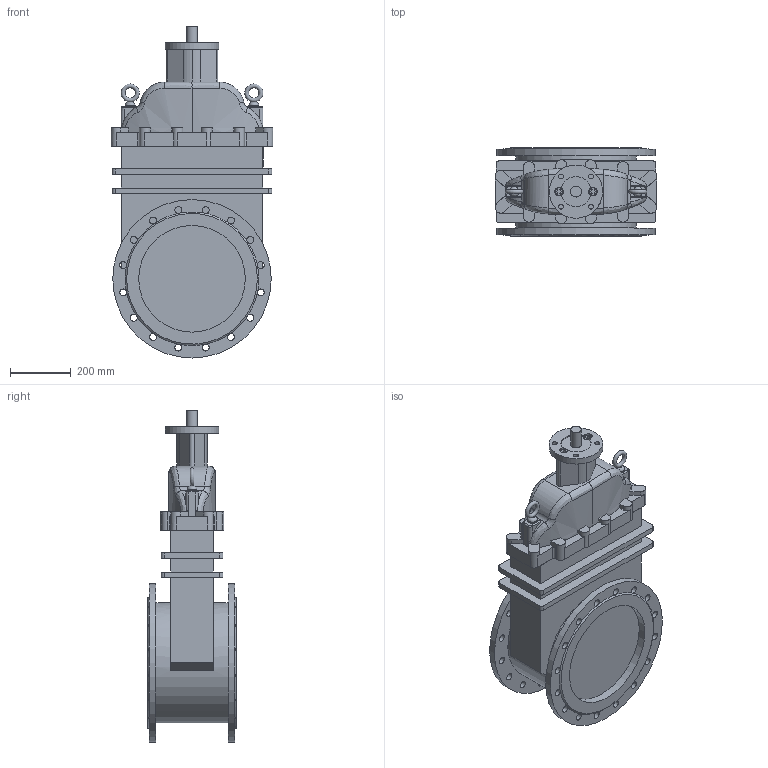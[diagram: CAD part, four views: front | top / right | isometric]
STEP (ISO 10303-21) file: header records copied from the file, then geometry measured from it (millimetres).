
FILE_DESCRIPTION(('STEP AP203'), '1');
FILE_NAME('3D_102-350-10', '', ('UNSPECIFIED'), ('UNSPECIFIED'), 'C3D Converter', 'C3D Toolkit', '');
FILE_SCHEMA(('CONFIG_CONTROL_DESIGN'));
Length unit declared in the file: millimetre
Bounding box: 530 x 290 x 1090 mm (x, y, z)
Volume: 48461245.3 mm3; surface area: 2458539.5 mm2
Topology: 5 solids, 6 shells, 3395 faces, 10119 edges, 6742 vertices
Faces by surface type: plane 3258, cylinder 102, bspline 25, torus 8, cone 2
Full cylindrical faces by diameter (mm): 16 x4, 23 x32, 24 x2, 28 x2, 32 x2, 36 x1, 175 x1, 350 x3, 396 x1, 520 x2
Entity records: 158754 total; most frequent: CARTESIAN_POINT 40565, ORIENTED_EDGE 20104, DIRECTION 16903, EDGE_CURVE 10052, LINE 9609, VECTOR 9609, VERTEX_POINT 6732, AXIS2_PLACEMENT_3D 3647
